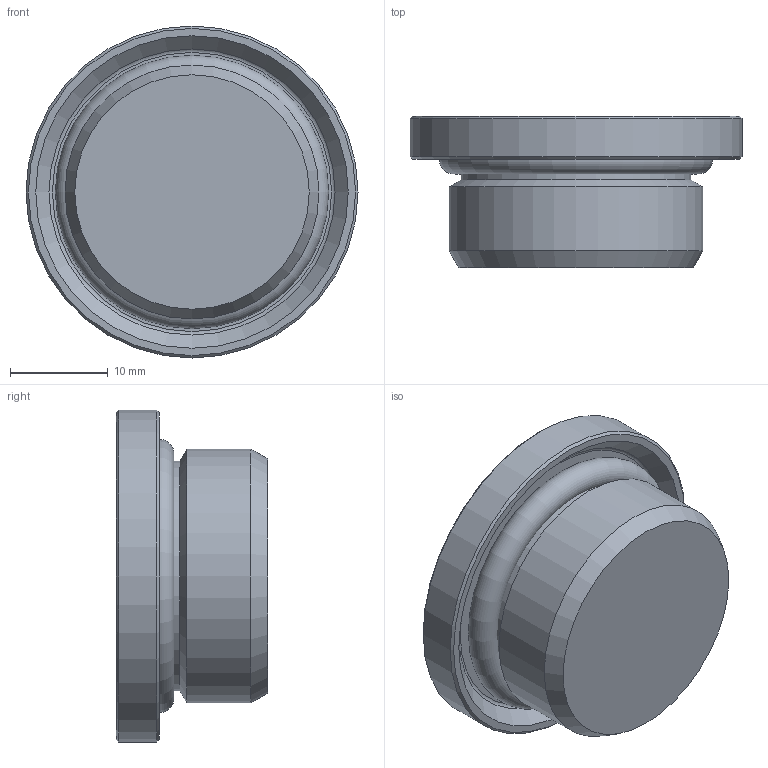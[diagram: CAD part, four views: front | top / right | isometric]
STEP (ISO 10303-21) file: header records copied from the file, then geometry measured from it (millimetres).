
FILE_DESCRIPTION(( 'RA.46.00.34.STEP' ), '1');
FILE_NAME( 'RA.46.00.34.STEP', '2018-11-09T15:48:15',( 'Sopra'),('sopra-pneumatic.com'), 'SwSTEP 2.0','SolidWorks 2009','' );
FILE_SCHEMA (( 'AUTOMOTIVE_DESIGN' ));
Length unit declared in the file: millimetre
Products named in the file (3): 0301500009A; OR_0002G0021TB00 22x3; 3015_0301500010700 34
Assembly tree (2 placements, depth 2):
  0301500009A
    3015_0301500010700 34
    OR_0002G0021TB00 22x3
Bounding box: 34 x 15.5 x 34 mm (x, y, z)
Volume: 6969 mm3; surface area: 4662.7 mm2
Topology: 2 solids, 2 shells, 36 faces, 87 edges, 55 vertices
Faces by surface type: plane 22, cone 7, cylinder 4, torus 3
Full cylindrical faces by diameter (mm): 17.5 x1, 23.5 x1, 26 x1, 34 x1
Entity records: 1089 total; most frequent: CARTESIAN_POINT 213, DIRECTION 166, ORIENTED_EDGE 138, EDGE_CURVE 69, AXIS2_PLACEMENT_3D 68, VERTEX_POINT 51, EDGE_LOOP 50, FACE_OUTER_BOUND 41
